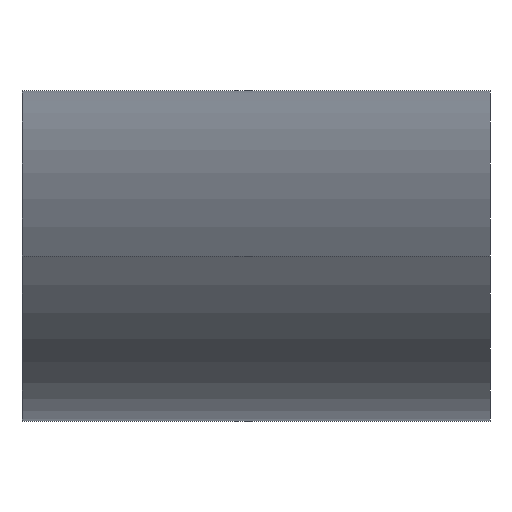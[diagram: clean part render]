
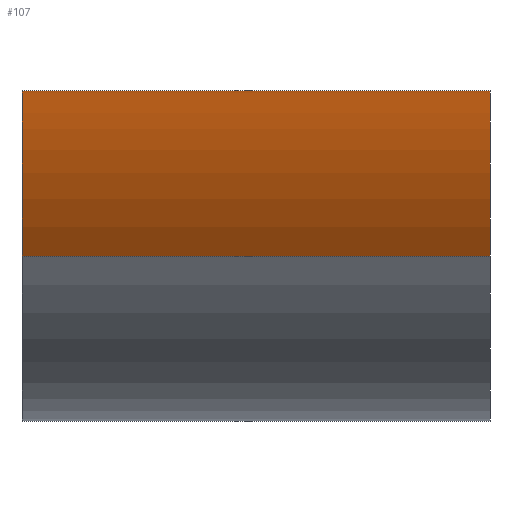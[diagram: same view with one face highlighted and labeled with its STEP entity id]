
A CAD part, front view. The second image highlights one B-rep face of the part: STEP entity #107.
In plain terms, the highlighted free-form (B-spline) face has degree [3, 3] with [7, 6] control points.
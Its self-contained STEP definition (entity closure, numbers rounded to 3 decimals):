
#1=CARTESIAN_POINT('',(0.,-25.,0.));
#2=DIRECTION('',(-1.,0.,0.));
#3=DIRECTION('',(0.,-1.,0.));
#4=AXIS2_PLACEMENT_3D('',#1,#2,#3);
#11=CARTESIAN_POINT('',(0.,-50.,0.));
#12=CARTESIAN_POINT('',(-7.857,-42.143,0.));
#13=CARTESIAN_POINT('',(-23.57,-26.43,0.));
#14=CARTESIAN_POINT('',(-47.14,-2.86,0.));
#15=CARTESIAN_POINT('',(-62.854,12.854,0.));
#16=CARTESIAN_POINT('',(-70.711,20.711,0.));
#18=CARTESIAN_POINT('',(0.,0.,0.));
#19=CARTESIAN_POINT('',(-7.857,7.857,0.));
#20=CARTESIAN_POINT('',(-23.57,23.57,0.));
#21=CARTESIAN_POINT('',(-47.14,47.14,0.));
#22=CARTESIAN_POINT('',(-62.854,62.854,0.));
#23=CARTESIAN_POINT('',(-70.711,70.711,0.));
#25=CARTESIAN_POINT('',(-70.711,45.711,0.));
#26=DIRECTION('',(-1.,0.,0.));
#27=DIRECTION('',(0.,-1.,0.));
#28=AXIS2_PLACEMENT_3D('',#25,#26,#27);
#35=CARTESIAN_POINT('',(0.,-50.,0.));
#36=CARTESIAN_POINT('',(0.,0.,0.));
#37=VERTEX_POINT('',#35);
#38=VERTEX_POINT('',#36);
#39=CARTESIAN_POINT('',(-70.711,20.711,0.));
#40=CARTESIAN_POINT('',(-70.711,70.711,0.));
#41=VERTEX_POINT('',#39);
#42=VERTEX_POINT('',#40);
#55=CARTESIAN_POINT('',(1.414,-51.365,-1.57));
#56=CARTESIAN_POINT('',(0.943,-50.893,-1.57));
#57=CARTESIAN_POINT('',(-23.099,-26.852,-1.57));
#58=CARTESIAN_POINT('',(-47.612,-2.339,-1.57));
#59=CARTESIAN_POINT('',(-71.653,21.703,-1.57));
#60=CARTESIAN_POINT('',(-72.125,22.174,-1.57));
#61=CARTESIAN_POINT('',(1.414,-52.331,13.785));
#62=CARTESIAN_POINT('',(0.943,-51.86,13.785));
#63=CARTESIAN_POINT('',(-23.099,-27.818,13.785));
#64=CARTESIAN_POINT('',(-47.612,-3.305,13.785));
#65=CARTESIAN_POINT('',(-71.653,20.737,13.785));
#66=CARTESIAN_POINT('',(-72.125,21.208,13.785));
#67=CARTESIAN_POINT('',(1.414,-41.799,25.));
#68=CARTESIAN_POINT('',(0.943,-41.328,25.));
#69=CARTESIAN_POINT('',(-23.099,-17.286,25.));
#70=CARTESIAN_POINT('',(-47.612,7.227,25.));
#71=CARTESIAN_POINT('',(-71.653,31.269,25.));
#72=CARTESIAN_POINT('',(-72.125,31.74,25.));
#73=CARTESIAN_POINT('',(1.414,-26.414,25.));
#74=CARTESIAN_POINT('',(0.943,-25.943,25.));
#75=CARTESIAN_POINT('',(-23.099,-1.901,25.));
#76=CARTESIAN_POINT('',(-47.612,22.612,25.));
#77=CARTESIAN_POINT('',(-71.653,46.653,25.));
#78=CARTESIAN_POINT('',(-72.125,47.125,25.));
#79=CARTESIAN_POINT('',(1.414,-11.029,25.));
#80=CARTESIAN_POINT('',(0.943,-10.558,25.));
#81=CARTESIAN_POINT('',(-23.099,13.484,25.));
#82=CARTESIAN_POINT('',(-47.612,37.997,25.));
#83=CARTESIAN_POINT('',(-71.653,62.038,25.));
#84=CARTESIAN_POINT('',(-72.125,62.51,25.));
#85=CARTESIAN_POINT('',(1.414,-0.498,13.785));
#86=CARTESIAN_POINT('',(0.943,-0.026,13.785));
#87=CARTESIAN_POINT('',(-23.099,24.016,13.785));
#88=CARTESIAN_POINT('',(-47.612,48.529,13.785));
#89=CARTESIAN_POINT('',(-71.653,72.57,13.785));
#90=CARTESIAN_POINT('',(-72.125,73.042,13.785));
#91=CARTESIAN_POINT('',(1.414,-1.464,-1.57));
#92=CARTESIAN_POINT('',(0.943,-0.992,
-1.57));
#93=CARTESIAN_POINT('',(-23.099,23.049,-1.57));
#94=CARTESIAN_POINT('',(-47.612,47.563,-1.57));
#95=CARTESIAN_POINT('',(-71.653,71.604,-1.57));
#96=CARTESIAN_POINT('',(-72.125,72.076,-1.57));
#97=(BOUNDED_SURFACE()B_SPLINE_SURFACE(3,3,((#55,#56,#57,#58,#59,#60),(#61,#62,
#63,#64,#65,#66),(#67,#68,#69,#70,#71,#72),(#73,#74,#75,#76,#77,#78),(#79,#80,
#81,#82,#83,#84),(#85,#86,#87,#88,#89,#90),(#91,#92,#93,#94,#95,#96)),
.UNSPECIFIED.,.F.,.F.,.F.)B_SPLINE_SURFACE_WITH_KNOTS((4,3,4),(4,1,1,4),(0.,
1.,2.),(-0.02,0.,1.,1.02),.UNSPECIFIED.)GEOMETRIC_REPRESENTATION_ITEM()RATIONAL_B_SPLINE_SURFACE(((1.187,1.187,1.187,
1.187,1.187,1.187),(0.938,
0.938,0.938,0.938,0.938,
0.938),(0.938,0.938,0.938,
0.938,0.938,0.938),(1.187,
1.187,1.187,1.187,1.187,
1.187),(0.938,0.938,0.938,
0.938,0.938,0.938),(0.938,
0.938,0.938,0.938,0.938,
0.938),(1.187,1.187,1.187,
1.187,1.187,1.187)))REPRESENTATION_ITEM('')SURFACE());
#98=ORIENTED_EDGE('',*,*,#48,.F.);
#100=ORIENTED_EDGE('',*,*,#99,.T.);
#102=ORIENTED_EDGE('',*,*,#101,.T.);
#104=ORIENTED_EDGE('',*,*,#103,.F.);
#105=EDGE_LOOP('',(#98,#100,#102,#104));
#106=FACE_OUTER_BOUND('',#105,.F.);
#107=ADVANCED_FACE('',(#106),#97,.T.);
#5=CIRCLE('',#4,25.);
#17=B_SPLINE_CURVE_WITH_KNOTS('',3,(#11,#12,#13,#14,#15,#16),.UNSPECIFIED.,.F.,
.F.,(4,1,1,4),(0.,0.333,0.667,1.),.UNSPECIFIED.);
#24=B_SPLINE_CURVE_WITH_KNOTS('',3,(#18,#19,#20,#21,#22,#23),.UNSPECIFIED.,.F.,
.F.,(4,1,1,4),(0.,0.333,0.667,1.),.UNSPECIFIED.);
#29=CIRCLE('',#28,25.);
#48=EDGE_CURVE('',#37,#38,#5,.T.);
#99=EDGE_CURVE('',#37,#41,#17,.T.);
#101=EDGE_CURVE('',#41,#42,#29,.T.);
#103=EDGE_CURVE('',#38,#42,#24,.T.);
